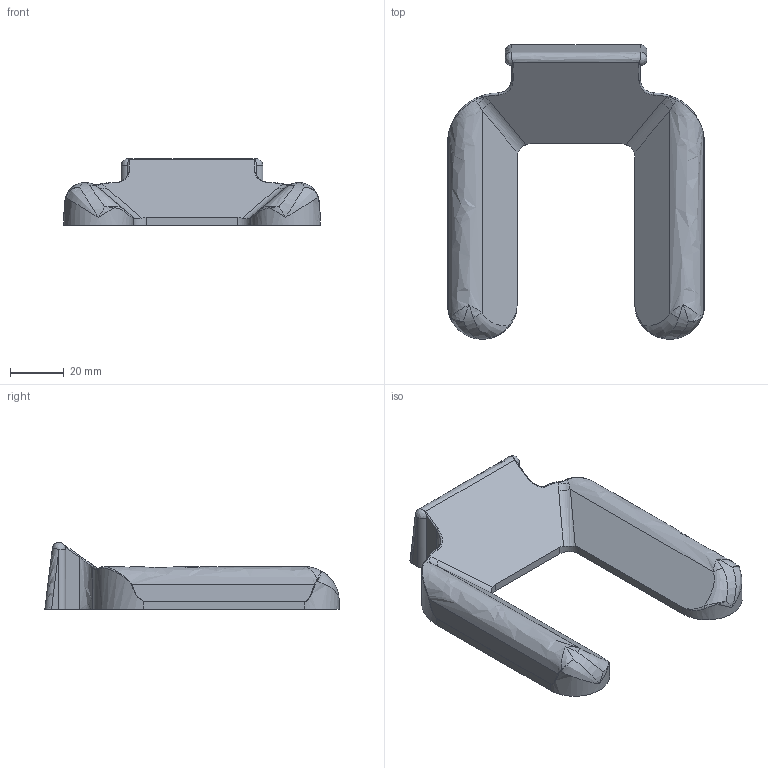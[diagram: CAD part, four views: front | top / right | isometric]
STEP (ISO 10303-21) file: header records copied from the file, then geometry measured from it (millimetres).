
FILE_DESCRIPTION((''),'2;1');
FILE_NAME('','2008-04-30T14:29:12',(''),(''),'','CADfix','');
FILE_SCHEMA(('AUTOMOTIVE_DESIGN { 1 0 10303 214 1 1 1 1 }'));
Length unit declared in the file: millimetre
Bounding box: 96 x 110 x 25 mm (x, y, z)
Volume: 60680.2 mm3; surface area: 29419.8 mm2
Topology: 1 solids, 1 shells, 414 faces, 1090 edges, 702 vertices
Faces by surface type: bspline 414
Entity records: 17446 total; most frequent: CARTESIAN_POINT 11178, ORIENTED_EDGE 2148, EDGE_CURVE 1074, VERTEX_POINT 702, QUASI_UNIFORM_CURVE 581, EDGE_LOOP 454, FACE_OUTER_BOUND 414, ADVANCED_FACE 414
